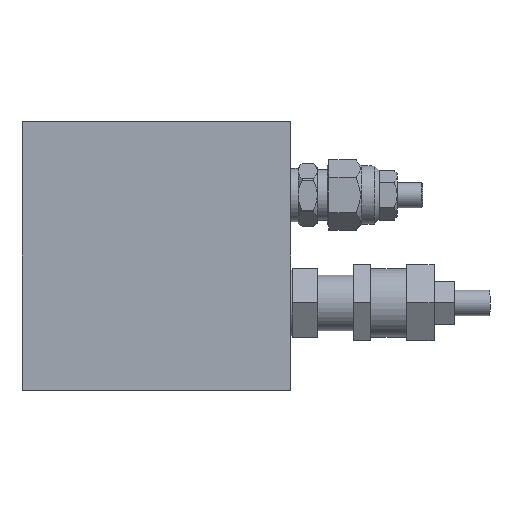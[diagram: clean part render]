
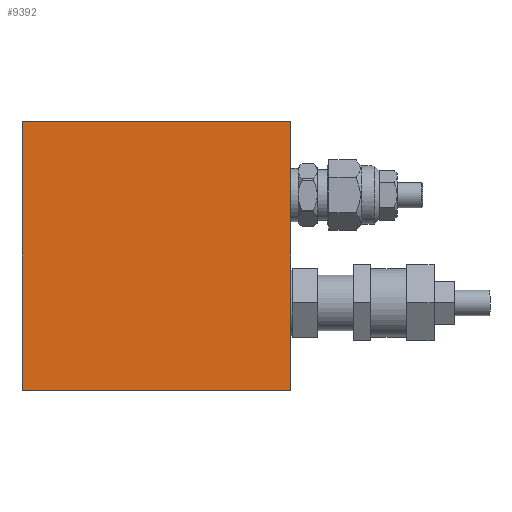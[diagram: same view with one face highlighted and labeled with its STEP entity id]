
A CAD part, left-side view. The second image highlights one B-rep face of the part: STEP entity #9392.
In plain terms, the highlighted planar face has unit normal (-1, 0, 0).
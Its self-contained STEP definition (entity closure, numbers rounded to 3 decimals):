
#651=LINE('',#13186,#1528);
#764=LINE('',#13558,#1641);
#1263=LINE('',#16007,#2140);
#1264=LINE('',#16163,#2141);
#1528=VECTOR('',#10819,106.);
#1641=VECTOR('',#11012,106.);
#2140=VECTOR('',#11833,106.);
#2141=VECTOR('',#12038,106.);
#2490=PLANE('',#9990);
#3261=FACE_OUTER_BOUND('',#3934,.T.);
#3934=EDGE_LOOP('',(#8811,#8812,#8813,#8814));
#4393=VERTEX_POINT('',#13184);
#4394=VERTEX_POINT('',#13185);
#4484=VERTEX_POINT('',#13555);
#4485=VERTEX_POINT('',#13557);
#5411=EDGE_CURVE('',#4393,#4394,#651,.T.);
#5543=EDGE_CURVE('',#4485,#4484,#764,.T.);
#6213=EDGE_CURVE('',#4394,#4484,#1263,.T.);
#6267=EDGE_CURVE('',#4485,#4393,#1264,.T.);
#8811=ORIENTED_EDGE('',*,*,#5543,.T.);
#8812=ORIENTED_EDGE('',*,*,#6213,.F.);
#8813=ORIENTED_EDGE('',*,*,#5411,.F.);
#8814=ORIENTED_EDGE('',*,*,#6267,.F.);
#9392=ADVANCED_FACE('',(#3261),#2490,.F.);
#9990=AXIS2_PLACEMENT_3D('',#16166,#12043,#12044);
#10819=DIRECTION('',(0.,0.,-1.));
#11012=DIRECTION('',(0.,0.,-1.));
#11833=DIRECTION('',(0.,1.,0.));
#12038=DIRECTION('',(0.,-1.,0.));
#12043=DIRECTION('center_axis',(1.,0.,0.));
#12044=DIRECTION('ref_axis',(0.,0.,-1.));
#13184=CARTESIAN_POINT('',(321.,0.,151.));
#13185=CARTESIAN_POINT('',(321.,0.,45.));
#13186=CARTESIAN_POINT('',(321.,0.,98.));
#13555=CARTESIAN_POINT('',(321.,106.,45.));
#13557=CARTESIAN_POINT('',(321.,106.,151.));
#13558=CARTESIAN_POINT('',(321.,106.,98.));
#16007=CARTESIAN_POINT('',(321.,53.,45.));
#16163=CARTESIAN_POINT('',(321.,53.,151.));
#16166=CARTESIAN_POINT('Origin',(321.,53.,98.));
